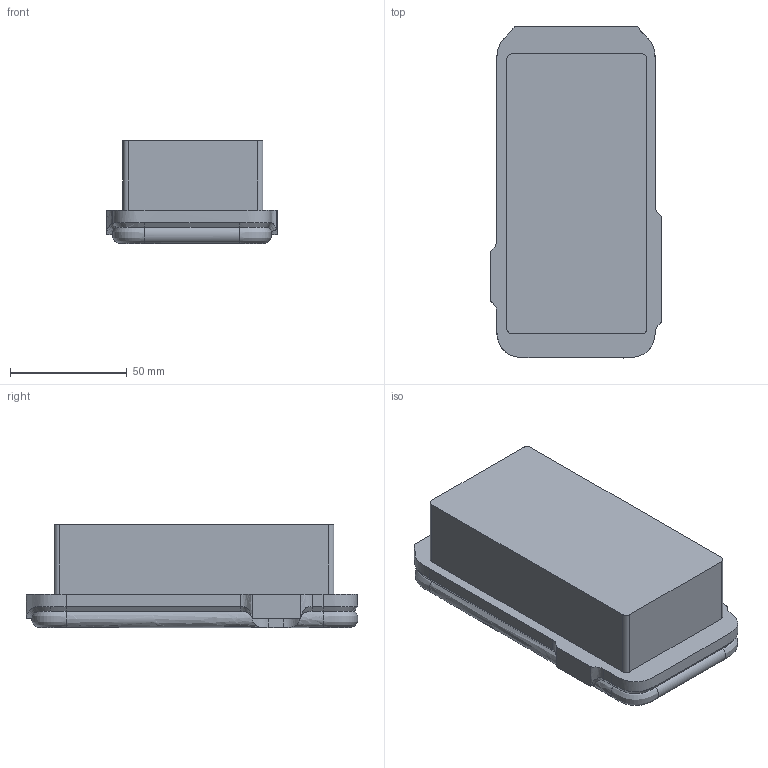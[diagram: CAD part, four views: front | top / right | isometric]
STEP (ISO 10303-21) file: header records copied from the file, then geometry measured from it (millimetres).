
FILE_DESCRIPTION (( 'STEP AP214' ), '1' );
FILE_NAME ('Part4C - solid.STEP', '2017-10-15T20:37:16', ( '' ), ( '' ), 'SwSTEP 2.0', 'SolidWorks 2016', '' );
FILE_SCHEMA (( 'AUTOMOTIVE_DESIGN' ));
Length unit declared in the file: millimetre
Products named in the file (1): Part4C - solid
Bounding box: 73.25 x 142.31 x 44.21 mm (x, y, z)
Volume: 349692.1 mm3; surface area: 35670.1 mm2
Topology: 1 solids, 1 shells, 64 faces, 163 edges, 102 vertices
Faces by surface type: bspline 36, plane 24, cylinder 4
Entity records: 16198 total; most frequent: CARTESIAN_POINT 14901, ORIENTED_EDGE 326, EDGE_CURVE 163, DIRECTION 142, VERTEX_POINT 102, B_SPLINE_CURVE_WITH_KNOTS 87, LINE 68, VECTOR 68
